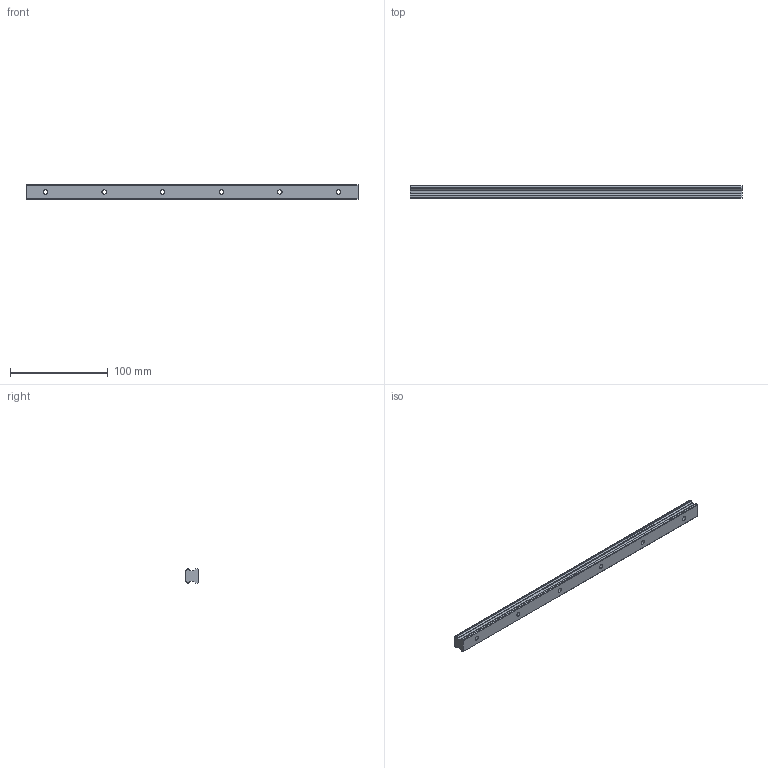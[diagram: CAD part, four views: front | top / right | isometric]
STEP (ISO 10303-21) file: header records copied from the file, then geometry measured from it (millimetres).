
FILE_DESCRIPTION (( 'STEP AP214' ), '1' );
FILE_NAME ('SHS15 340L G20.STEP', '2021-05-25T09:29:55', ( '' ), ( '' ), 'SwSTEP 2.0', 'SolidWorks 2021', '' );
FILE_SCHEMA (( 'AUTOMOTIVE_DESIGN' ));
Length unit declared in the file: millimetre
Products named in the file (2): SHS15 340L G20; _SHS15C34020 Track
Assembly tree (1 placements, depth 2):
  SHS15 340L G20
    _SHS15C34020 Track
Bounding box: 340 x 13 x 15 mm (x, y, z)
Volume: 54866.2 mm3; surface area: 20789.4 mm2
Topology: 1 solids, 1 shells, 75 faces, 201 edges, 134 vertices
Faces by surface type: cylinder 47, plane 28
Entity records: 2479 total; most frequent: DIRECTION 453, CARTESIAN_POINT 414, ORIENTED_EDGE 402, EDGE_CURVE 201, AXIS2_PLACEMENT_3D 173, VERTEX_POINT 134, LINE 107, VECTOR 107
